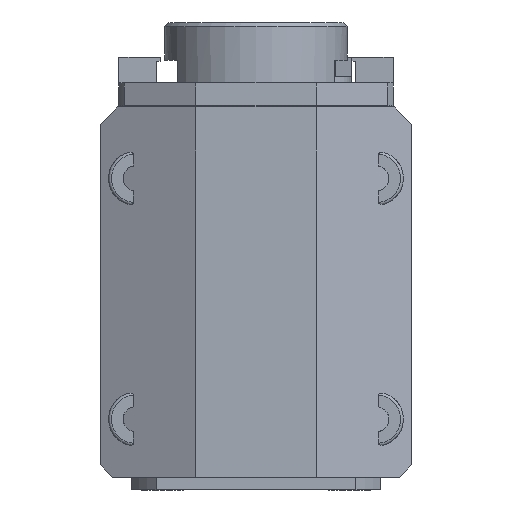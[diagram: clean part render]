
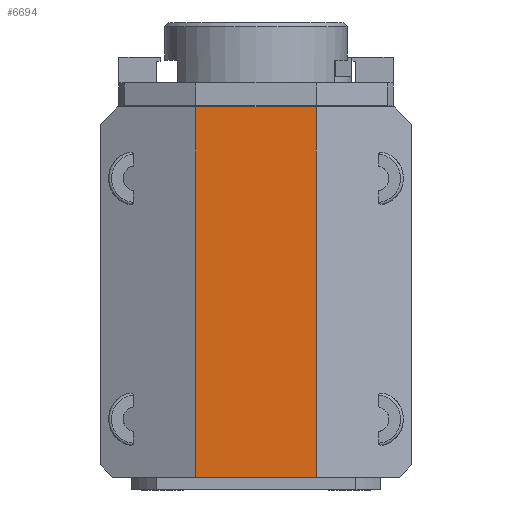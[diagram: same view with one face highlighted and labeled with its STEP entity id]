
A CAD part, left-side view. The second image highlights one B-rep face of the part: STEP entity #6694.
In plain terms, the highlighted planar face has unit normal (-1, 0, 0).
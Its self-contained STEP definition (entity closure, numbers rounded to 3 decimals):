
#1302=DIRECTION('',(0.,0.,1.));
#1303=VECTOR('',#1302,89.2);
#1304=CARTESIAN_POINT('',(-94.,14.5,-43.));
#1305=LINE('',#1304,#1303);
#1306=DIRECTION('',(0.,-1.,0.));
#1307=VECTOR('',#1306,29.);
#1308=CARTESIAN_POINT('',(-94.,14.5,46.2));
#1309=LINE('',#1308,#1307);
#1310=DIRECTION('',(0.,0.,1.));
#1311=VECTOR('',#1310,89.2);
#1312=CARTESIAN_POINT('',(-94.,-14.5,-43.));
#1313=LINE('',#1312,#1311);
#1314=DIRECTION('',(0.,1.,0.));
#1315=VECTOR('',#1314,29.);
#1316=CARTESIAN_POINT('',(-94.,-14.5,-43.));
#1317=LINE('',#1316,#1315);
#4641=CARTESIAN_POINT('',(-94.,14.5,-43.));
#4642=CARTESIAN_POINT('',(-94.,14.5,46.2));
#4643=VERTEX_POINT('',#4641);
#4644=VERTEX_POINT('',#4642);
#4645=CARTESIAN_POINT('',(-94.,-14.5,-43.));
#4646=CARTESIAN_POINT('',(-94.,-14.5,46.2));
#4647=VERTEX_POINT('',#4645);
#4648=VERTEX_POINT('',#4646);
#6682=CARTESIAN_POINT('',(-94.,0.,0.));
#6683=DIRECTION('',(1.,0.,0.));
#6684=DIRECTION('',(0.,1.,0.));
#6685=AXIS2_PLACEMENT_3D('',#6682,#6683,#6684);
#6686=PLANE('',#6685);
#6687=ORIENTED_EDGE('',*,*,#6613,.T.);
#6688=ORIENTED_EDGE('',*,*,#6669,.T.);
#6689=ORIENTED_EDGE('',*,*,#6324,.F.);
#6691=ORIENTED_EDGE('',*,*,#6690,.T.);
#6692=EDGE_LOOP('',(#6687,#6688,#6689,#6691));
#6693=FACE_OUTER_BOUND('',#6692,.F.);
#6694=ADVANCED_FACE('',(#6693),#6686,.F.);
#6324=EDGE_CURVE('',#4647,#4648,#1313,.T.);
#6613=EDGE_CURVE('',#4643,#4644,#1305,.T.);
#6669=EDGE_CURVE('',#4644,#4648,#1309,.T.);
#6690=EDGE_CURVE('',#4647,#4643,#1317,.T.);
